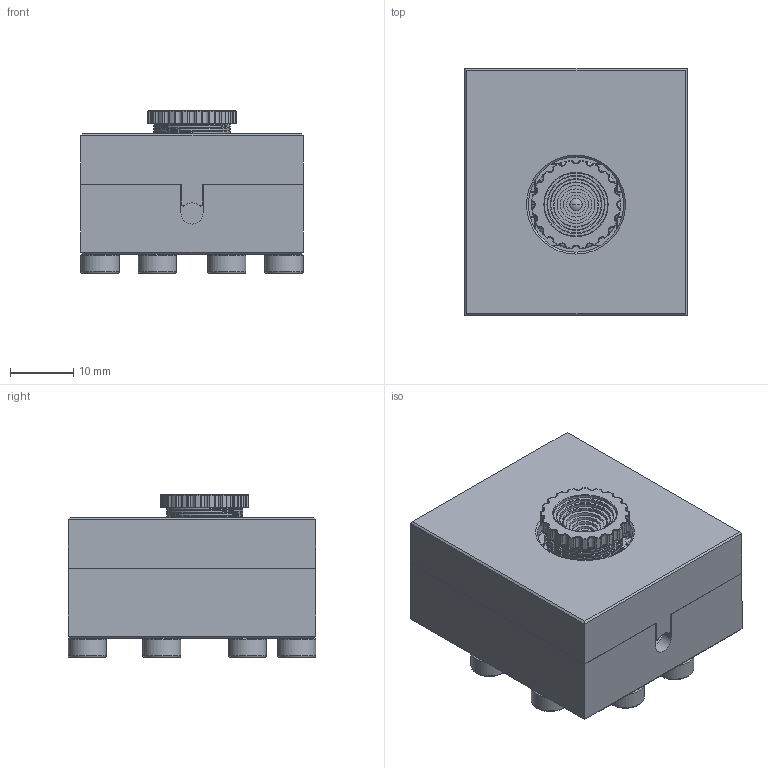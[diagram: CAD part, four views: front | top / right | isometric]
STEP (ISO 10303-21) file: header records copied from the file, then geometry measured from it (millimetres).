
FILE_DESCRIPTION(/* description */ ('Unknown'),/* implementation_level */ '2;1');
FILE_NAME(/* name */ 'OV9726 Nozzle Camera',/* time_stamp */ '2025-07-21T23:50:50+02:00',/* author */ ('Unknown'),/* organization */ ('Unknown'),/* preprocessor_version */ 'ST-DEVELOPER v20',/* originating_system */ 'Solid Edge',/* authorisation */ 'Unknown');
FILE_SCHEMA (('AUTOMOTIVE_DESIGN {1 0 10303 214 3 1 1}'));
Products named in the file (17): OV9726 Nozzle Camera; Top Assembly; Top; Heat Insert M3 Short 5x4; @ OV9726 Camera module; Copy of OV9726 Camera module^OV9726 Camera module; Copy of SOT 23^OV9726 Camera module; Copy of 0402c_2320560^OV9726 Camera module; Copy of QFN36 6x6^OV9726 Camera module; Copy of TSOP-6^OV9726 Camera module; Copy of tsop8^OV9726 Camera module; Copy of sm04b-srss-tb_lf__sn_^OV9726 Camera module; cross fh tapping 7976_din_Tapping screw DIN 7982-ST2.2x4.5-C-H-N; Bottom; M3x10 hex socket cap screw; 6x3 Magnet With 2mm Coutersunk Hole; M2x6mm - Screw Countersunk
Assembly tree (66 placements, depth 3):
  OV9726 Nozzle Camera
    Top Assembly
      Top
      Heat Insert M3 Short 5x4  x4
    @ OV9726 Camera module
      Copy of OV9726 Camera module^OV9726 Camera module
      Copy of SOT 23^OV9726 Camera module  x3
      Copy of 0402c_2320560^OV9726 Camera module  x28
      Copy of QFN36 6x6^OV9726 Camera module
      Copy of TSOP-6^OV9726 Camera module
      Copy of tsop8^OV9726 Camera module
      Copy of sm04b-srss-tb_lf__sn_^OV9726 Camera module
      cross fh tapping 7976_din_Tapping screw DIN 7982-ST2.2x4.5-C-H-N  x2
    Bottom
    M3x10 hex socket cap screw  x4
    6x3 Magnet With 2mm Coutersunk Hole  x8
    M2x6mm - Screw Countersunk  x8
Bounding box: 35 x 39 x 25.6 mm (x, y, z)
Volume: 16820.1 mm3; surface area: 16444.9 mm2
Topology: 64 solids, 64 shells, 3238 faces, 8447 edges, 5438 vertices
Faces by surface type: plane 1975, cylinder 675, bspline 285, torus 176, cone 125, sphere 2
Full cylindrical faces by diameter (mm): 0.033 x8, 1.5 x8, 2 x8, 2.2 x8, 2.529 x24, 3 x4, 3.086 x28, 3.1 x4, 3.4 x4, 3.832 x8, 4 x8, 4.25 x4, 4.6 x4, 5.5 x4, 6 x12, 15 x1
Entity records: 80424 total; most frequent: CARTESIAN_POINT 19778, ORIENTED_EDGE 10304, DIRECTION 9776, EDGE_CURVE 5152, LINE 3432, VECTOR 3432, VERTEX_POINT 3352, AXIS2_PLACEMENT_3D 3172
